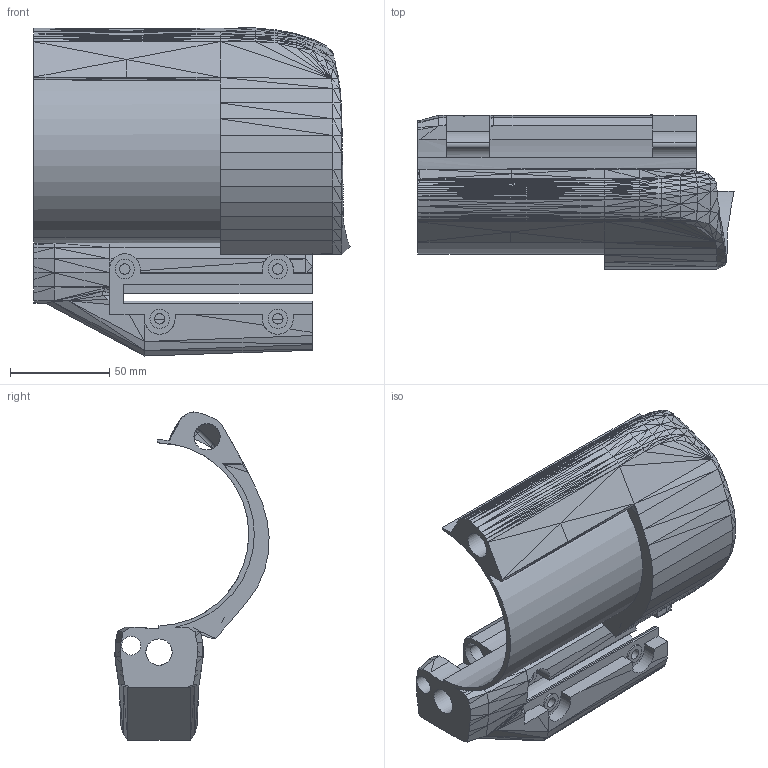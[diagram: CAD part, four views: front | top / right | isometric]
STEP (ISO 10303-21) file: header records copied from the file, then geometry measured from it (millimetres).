
FILE_DESCRIPTION(/* description */ (''),/* implementation_level */ '2;1');
FILE_NAME(/* name */ '16-Mag-Front.stp',/* time_stamp */ '2020-02-22T22:53:52-05:00',/* author */ ('aurek'),/* organization */ (''),/* preprocessor_version */ 'ST-DEVELOPER v18',/* originating_system */ 'Autodesk Inventor 2020',/* authorisation */ '');
FILE_SCHEMA (('AUTOMOTIVE_DESIGN { 1 0 10303 214 3 1 1 }'));
Length unit declared in the file: millimetre
Products named in the file (1): Mag-Front
Bounding box: 158.97 x 77.53 x 164.92 mm (x, y, z)
Volume: 305244.7 mm3; surface area: 101308.9 mm2
Topology: 1 solids, 1 shells, 569 faces, 1192 edges, 625 vertices
Faces by surface type: plane 525, cylinder 38, cone 4, sphere 2
Full cylindrical faces by diameter (mm): 5.232 x4, 9.5 x2, 9.75 x4, 13 x1, 13.2 x2
Entity records: 14739 total; most frequent: CARTESIAN_POINT 2475, DIRECTION 2473, ORIENTED_EDGE 2380, EDGE_CURVE 1190, LINE 1005, VECTOR 1005, AXIS2_PLACEMENT_3D 734, VERTEX_POINT 622
